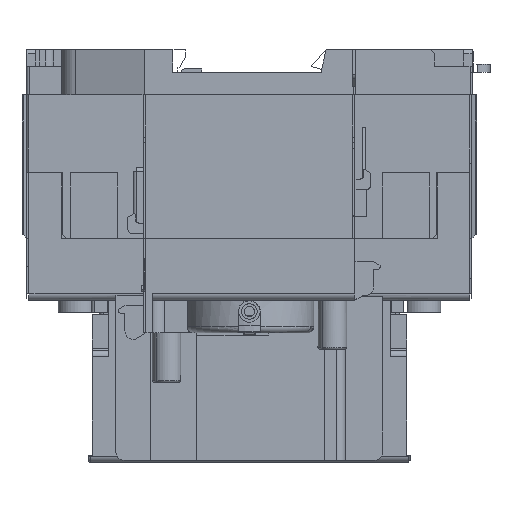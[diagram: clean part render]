
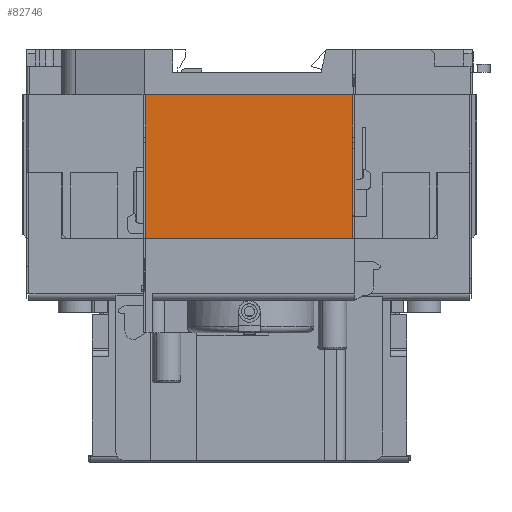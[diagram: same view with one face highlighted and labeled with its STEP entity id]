
A CAD part, left-side view. The second image highlights one B-rep face of the part: STEP entity #82746.
In plain terms, the highlighted planar face has unit normal (-1, 0, 0).
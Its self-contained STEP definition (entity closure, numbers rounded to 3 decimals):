
#82707=DIRECTION('',(0.,0.,-1.));
#82708=VECTOR('',#82707,35.);
#82709=CARTESIAN_POINT('',(83.946,389.371,
-25.504));
#82710=LINE('',#82709,#82708);
#82711=DIRECTION('',(0.,1.,0.));
#82712=VECTOR('',#82711,50.4);
#82713=CARTESIAN_POINT('',(83.946,389.371,
-60.504));
#82714=LINE('',#82713,#82712);
#82715=DIRECTION('',(0.,0.,1.));
#82716=VECTOR('',#82715,35.);
#82717=CARTESIAN_POINT('',(83.946,439.771,
-60.504));
#82718=LINE('',#82717,#82716);
#82719=DIRECTION('',(0.,-1.,0.));
#82720=VECTOR('',#82719,50.4);
#82721=CARTESIAN_POINT('',(83.946,439.771,
-25.504));
#82722=LINE('',#82721,#82720);
#82723=CARTESIAN_POINT('',(83.946,389.371,
-25.504));
#82724=CARTESIAN_POINT('',(83.946,389.371,
-60.504));
#82725=VERTEX_POINT('',#82723);
#82726=VERTEX_POINT('',#82724);
#82727=CARTESIAN_POINT('',(83.946,439.771,
-60.504));
#82728=VERTEX_POINT('',#82727);
#82729=CARTESIAN_POINT('',(83.946,439.771,
-25.504));
#82730=VERTEX_POINT('',#82729);
#82731=CARTESIAN_POINT('',(83.946,414.571,
-43.004));
#82732=DIRECTION('',(1.,0.,0.));
#82733=DIRECTION('',(0.,-1.,0.));
#82734=AXIS2_PLACEMENT_3D('',#82731,#82732,#82733);
#82735=PLANE('',#82734);
#82737=ORIENTED_EDGE('',*,*,#82736,.T.);
#82739=ORIENTED_EDGE('',*,*,#82738,.T.);
#82741=ORIENTED_EDGE('',*,*,#82740,.T.);
#82743=ORIENTED_EDGE('',*,*,#82742,.T.);
#82744=EDGE_LOOP('',(#82737,#82739,#82741,#82743));
#82745=FACE_OUTER_BOUND('',#82744,.F.);
#82746=ADVANCED_FACE('',(#82745),#82735,.F.);
#82736=EDGE_CURVE('',#82725,#82726,#82710,.T.);
#82738=EDGE_CURVE('',#82726,#82728,#82714,.T.);
#82740=EDGE_CURVE('',#82728,#82730,#82718,.T.);
#82742=EDGE_CURVE('',#82730,#82725,#82722,.T.);
